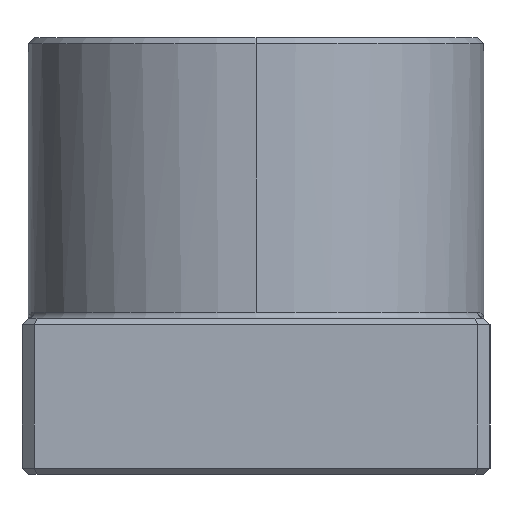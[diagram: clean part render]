
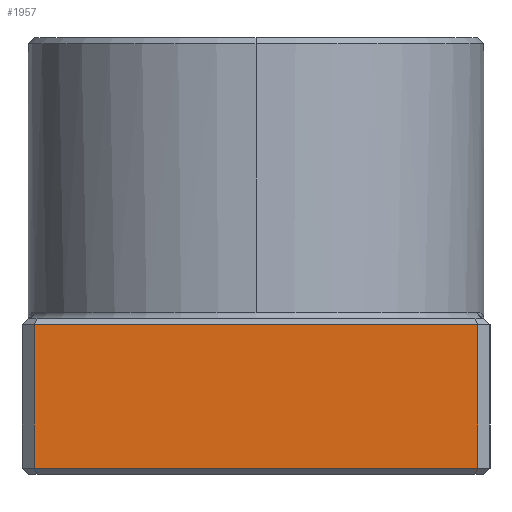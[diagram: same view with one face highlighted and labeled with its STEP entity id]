
A CAD part, left-side view. The second image highlights one B-rep face of the part: STEP entity #1957.
In plain terms, the highlighted planar face has unit normal (-1, 0, 0).
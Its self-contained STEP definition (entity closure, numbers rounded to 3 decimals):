
#13 = VECTOR ( 'NONE', #818, 1000. ) ;
#120 = EDGE_CURVE ( 'NONE', #2151, #390, #1328, .T. ) ;
#231 = EDGE_CURVE ( 'NONE', #1243, #2151, #2642, .T. ) ;
#243 = EDGE_CURVE ( 'NONE', #1243, #2705, #1502, .T. ) ;
#275 = EDGE_CURVE ( 'NONE', #390, #2705, #631, .T. ) ;
#387 = CARTESIAN_POINT ( 'NONE',  ( -65., -35.5, 24. ) ) ;
#390 = VERTEX_POINT ( 'NONE', #600 ) ;
#423 = ORIENTED_EDGE ( 'NONE', *, *, #243, .F. ) ;
#522 = CARTESIAN_POINT ( 'NONE',  ( -65., 35.5, 24. ) ) ;
#600 = CARTESIAN_POINT ( 'NONE',  ( -65., 35.5, 1. ) ) ;
#631 = LINE ( 'NONE', #1962, #1819 ) ;
#790 = CARTESIAN_POINT ( 'NONE',  ( -65., 35.5, 25. ) ) ;
#818 = DIRECTION ( 'NONE',  ( 0., 0., -1. ) ) ;
#868 = VECTOR ( 'NONE', #1198, 1000. ) ;
#1146 = ORIENTED_EDGE ( 'NONE', *, *, #275, .T. ) ;
#1198 = DIRECTION ( 'NONE',  ( 0., 1., 0. ) ) ;
#1243 = VERTEX_POINT ( 'NONE', #387 ) ;
#1299 = CARTESIAN_POINT ( 'NONE',  ( -65., 35.5, 24. ) ) ;
#1328 = LINE ( 'NONE', #790, #13 ) ;
#1366 = ORIENTED_EDGE ( 'NONE', *, *, #120, .T. ) ;
#1412 = CARTESIAN_POINT ( 'NONE',  ( -65., -35.5, 1. ) ) ;
#1459 = DIRECTION ( 'NONE',  ( 0., 0., -1. ) ) ;
#1464 = ORIENTED_EDGE ( 'NONE', *, *, #231, .T. ) ;
#1502 = LINE ( 'NONE', #1513, #1967 ) ;
#1513 = CARTESIAN_POINT ( 'NONE',  ( -65., -35.5, 25. ) ) ;
#1593 = CARTESIAN_POINT ( 'NONE',  ( -65., 35.5, 25. ) ) ;
#1718 = PLANE ( 'NONE',  #2110 ) ;
#1767 = DIRECTION ( 'NONE',  ( 0., 0., -1. ) ) ;
#1776 = DIRECTION ( 'NONE',  ( 1., 0., 0. ) ) ;
#1819 = VECTOR ( 'NONE', #1970, 1000. ) ;
#1957 = ADVANCED_FACE ( 'NONE', ( #2884 ), #1718, .F. ) ;
#1962 = CARTESIAN_POINT ( 'NONE',  ( -65., 35.5, 1. ) ) ;
#1967 = VECTOR ( 'NONE', #1459, 1000. ) ;
#1970 = DIRECTION ( 'NONE',  ( 0., -1., 0. ) ) ;
#2110 = AXIS2_PLACEMENT_3D ( 'NONE', #1593, #1776, #1767 ) ;
#2151 = VERTEX_POINT ( 'NONE', #522 ) ;
#2642 = LINE ( 'NONE', #1299, #868 ) ;
#2705 = VERTEX_POINT ( 'NONE', #1412 ) ;
#2843 = EDGE_LOOP ( 'NONE', ( #1366, #1146, #423, #1464 ) ) ;
#2884 = FACE_OUTER_BOUND ( 'NONE', #2843, .T. ) ;
